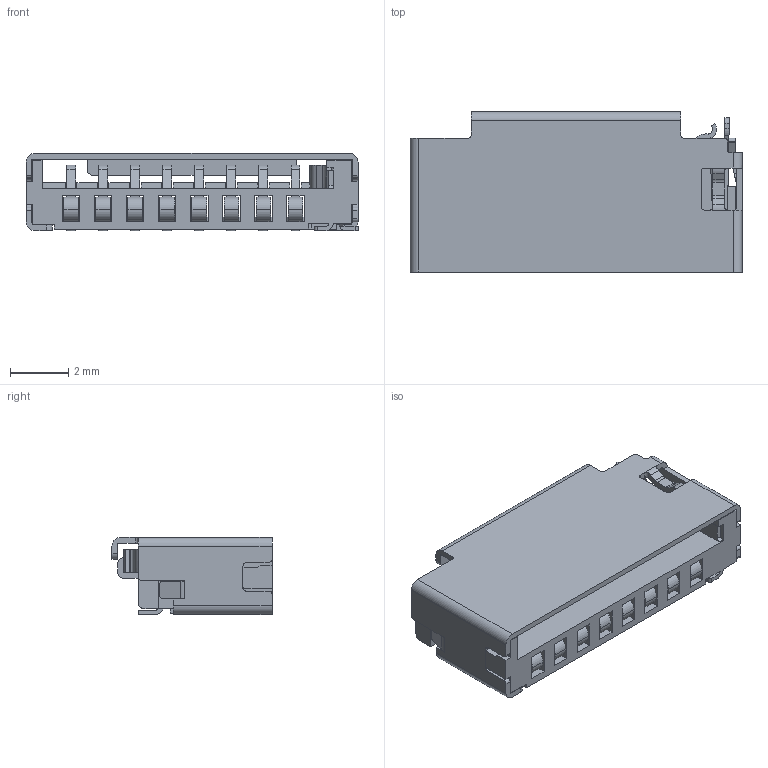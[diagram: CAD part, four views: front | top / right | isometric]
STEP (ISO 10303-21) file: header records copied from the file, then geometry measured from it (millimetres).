
FILE_DESCRIPTION(('STEP AP242'),'1');
FILE_NAME('0473092651.stp','2025-03-25T06:52:16',('TraceParts'),('TraceParts S.A.'),'Spatial InterOp 3D',' ',' ');
FILE_SCHEMA(('AP242_MANAGED_MODEL_BASED_3D_ENGINEERING_MIM_LF {1 0 10303 442 1 1 4}'));
Length unit declared in the file: millimetre
Products named in the file (1): 0473092651_1
Bounding box: 11.4 x 5.5 x 2.65 mm (x, y, z)
Volume: 66.8 mm3; surface area: 492.3 mm2
Topology: 2 solids, 19 shells, 1004 faces, 2955 edges, 1943 vertices
Faces by surface type: plane 744, cylinder 259, bspline 1
Entity records: 41060 total; most frequent: CARTESIAN_POINT 6829, ORIENTED_EDGE 5910, DIRECTION 5416, EDGE_CURVE 2955, LINE 2426, VECTOR 2426, VERTEX_POINT 1943, AXIS2_PLACEMENT_3D 1495
